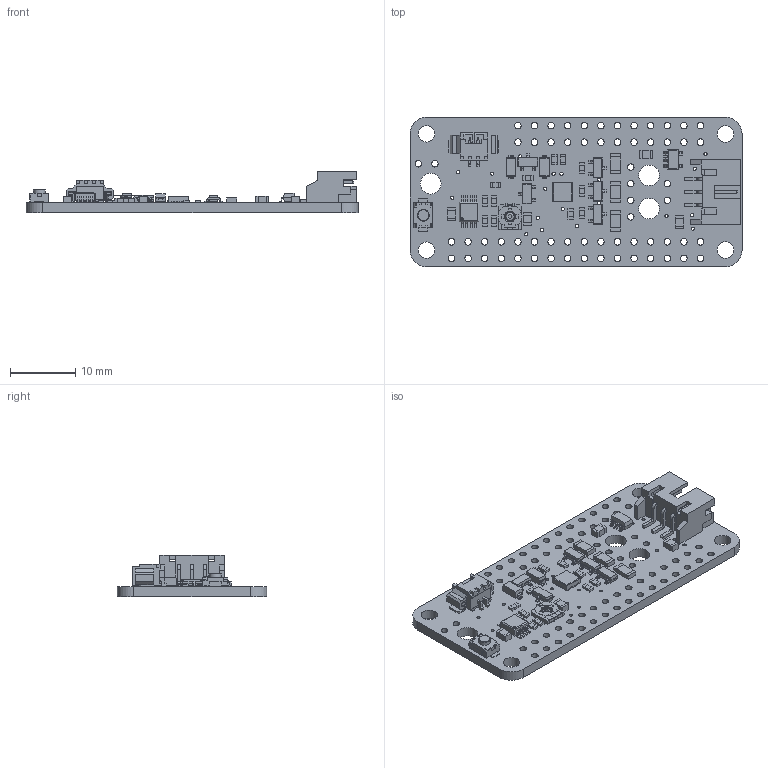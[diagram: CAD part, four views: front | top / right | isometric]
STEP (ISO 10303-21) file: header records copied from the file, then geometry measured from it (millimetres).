
FILE_DESCRIPTION(/* description */ (''),/* implementation_level */ '2;1');
FILE_NAME(/* name */ 'NeoSaber Wing rev B2 v2.step',/* time_stamp */ '2018-10-30T14:35:57-04:00',/* author */ ('Adafruit'),/* organization */ (''),/* preprocessor_version */ 'ST-DEVELOPER v17.2',/* originating_system */ 'Autodesk Translation Framework v7.6.0.251',/* authorisation */ '');
FILE_SCHEMA (('AUTOMOTIVE_DESIGN { 1 0 10303 214 3 1 1 }'));
Length unit declared in the file: millimetre
Products named in the file (15): NeoSaber Wing rev B2; PCB Component; Board; KMR2; JST PH 3; CON_JST_PH_2PIN_MTPH2; PAM8302AASCR; 100K; 10uF; 10K trim; 74AHCT1G125DBV; MBR120; DMG3406; LIS3DH; 1.75o
Assembly tree (35 placements, depth 3):
  NeoSaber Wing rev B2
    PCB Component
      Board
      KMR2
      JST PH 3
      CON_JST_PH_2PIN_MTPH2
      PAM8302AASCR
      100K  x12
      10uF  x4
      10K trim
      74AHCT1G125DBV
      MBR120  x2
      DMG3406  x5
      LIS3DH
      1.75o  x3
Bounding box: 50.8 x 22.86 x 6.37 mm (x, y, z)
Volume: 1936.2 mm3; surface area: 3996.1 mm2
Topology: 46 solids, 46 shells, 1594 faces, 4322 edges, 2816 vertices
Faces by surface type: plane 1293, cylinder 288, torus 12, cone 1
Full cylindrical faces by diameter (mm): 0.3 x1, 0.5 x21, 0.635 x1, 1 x64, 1.5 x1, 1.6 x1, 1.8 x1, 2.5 x2, 2.54 x2, 3.175 x3
Entity records: 36934 total; most frequent: CARTESIAN_POINT 6344, ORIENTED_EDGE 6176, DIRECTION 5926, EDGE_CURVE 3088, LINE 2562, VECTOR 2562, VERTEX_POINT 2020, AXIS2_PLACEMENT_3D 1682
